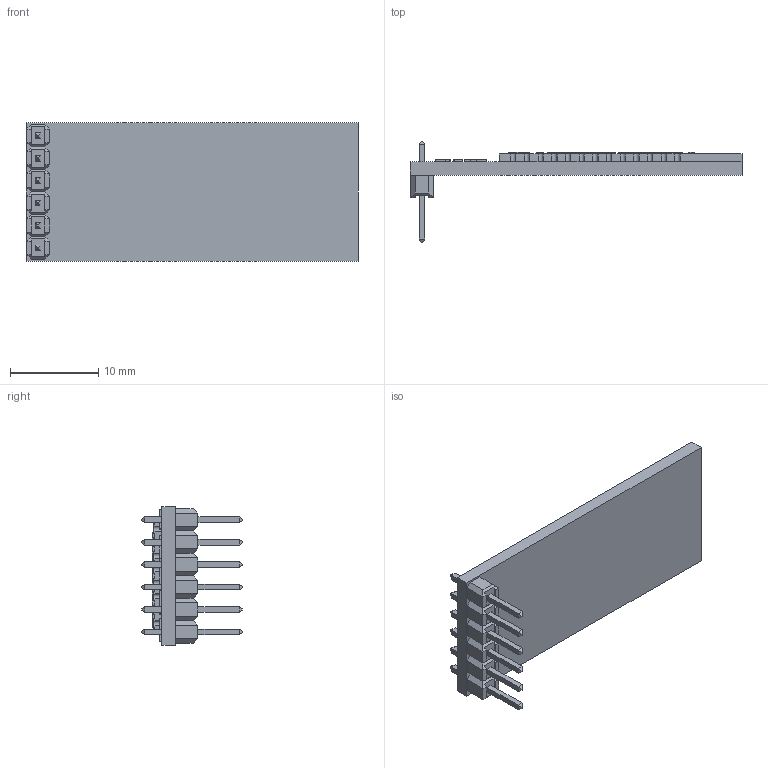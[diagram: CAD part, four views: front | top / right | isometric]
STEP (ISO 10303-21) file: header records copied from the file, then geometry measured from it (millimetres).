
FILE_DESCRIPTION(('STEP AP214'),'1');
FILE_NAME('HC-SERIES.stp','2017-09-05T22:18:29',(' '),(' '),'Spatial InterOp 3D',' ',' ');
FILE_SCHEMA(('automotive_design'));
Length unit declared in the file: millimetre
Products named in the file (16): Assembly1; _______-________9; Assembly8; Pin Header 6 x 1 TH 2.54mm Pitch
Assembly tree (15 placements, depth 3):
  (unnamed)
    Assembly1
      _______-________9
    Assembly8
      Pin Header 6 x 1 TH 2.54mm Pitch
      Pin Header 6 x 1 TH 2.54mm Pitch
      Pin Header 6 x 1 TH 2.54mm Pitch
      Pin Header 6 x 1 TH 2.54mm Pitch
      Pin Header 6 x 1 TH 2.54mm Pitch
      Pin Header 6 x 1 TH 2.54mm Pitch
      Pin Header 6 x 1 TH 2.54mm Pitch
      Pin Header 6 x 1 TH 2.54mm Pitch
      Pin Header 6 x 1 TH 2.54mm Pitch
      Pin Header 6 x 1 TH 2.54mm Pitch
      Pin Header 6 x 1 TH 2.54mm Pitch
      Pin Header 6 x 1 TH 2.54mm Pitch
Bounding box: 37.6 x 11.44 x 15.7 mm (x, y, z)
Volume: 1335.6 mm3; surface area: 1949.9 mm2
Topology: 13 solids, 13 shells, 776 faces, 1951 edges, 1254 vertices
Faces by surface type: plane 708, cylinder 68
Entity records: 39013 total; most frequent: CARTESIAN_POINT 3999, ORIENTED_EDGE 3902, DIRECTION 3675, STYLED_ITEM 2727, PRESENTATION_STYLE_ASSIGNMENT 2727, COLOUR_RGB 2727, EDGE_CURVE 1951, CURVE_STYLE 1951
